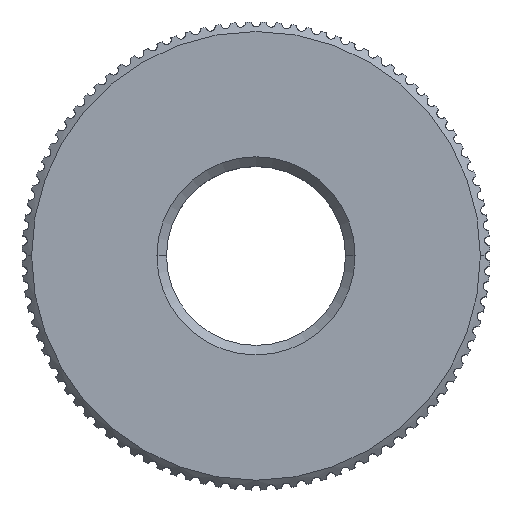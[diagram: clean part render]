
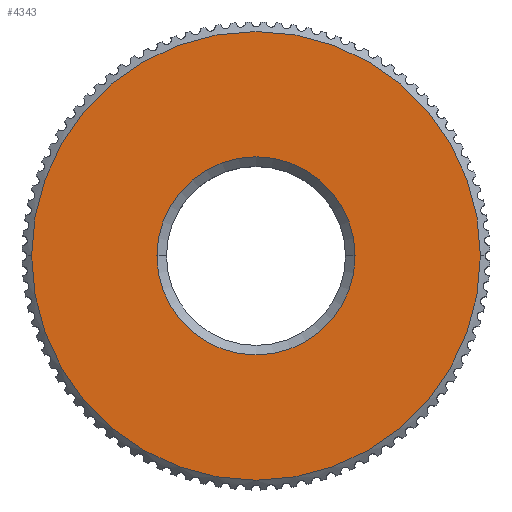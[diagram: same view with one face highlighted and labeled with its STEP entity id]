
A CAD part, top view. The second image highlights one B-rep face of the part: STEP entity #4343.
In plain terms, the highlighted planar face has unit normal (0, 0, 1).
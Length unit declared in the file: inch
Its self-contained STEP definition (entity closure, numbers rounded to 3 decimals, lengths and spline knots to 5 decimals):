
#701 = CARTESIAN_POINT ( 'NONE',  ( 0.12998, 0.26406, 0.47474 ) ) ;
#1246 = CIRCLE ( 'NONE', #10752, 0.10375 ) ;
#1581 = DIRECTION ( 'NONE',  ( 1., 0., 0. ) ) ;
#2955 = DIRECTION ( 'NONE',  ( 1., 0., 0. ) ) ;
#3242 = CARTESIAN_POINT ( 'NONE',  ( 0.12998, 0.26406, 0.47474 ) ) ;
#4256 = VERTEX_POINT ( 'NONE', #17973 ) ;
#4343 = ADVANCED_FACE ( 'NONE', ( #19140, #20520 ), #15820, .T. ) ;
#5285 = EDGE_CURVE ( 'NONE', #16496, #15072, #26698, .T. ) ;
#5516 = DIRECTION ( 'NONE',  ( 1., 0., 0. ) ) ;
#7074 = CARTESIAN_POINT ( 'NONE',  ( 0.12998, 0.26406, 0.47474 ) ) ;
#7360 = CARTESIAN_POINT ( 'NONE',  ( 0.02623, 0.26406, 0.47474 ) ) ;
#7617 = AXIS2_PLACEMENT_3D ( 'NONE', #7074, #22619, #9297 ) ;
#9110 = CARTESIAN_POINT ( 'NONE',  ( 0.36498, 0.26406, 0.47474 ) ) ;
#9297 = DIRECTION ( 'NONE',  ( 1., 0., 0. ) ) ;
#9696 = CIRCLE ( 'NONE', #12465, 0.235 ) ;
#10440 = DIRECTION ( 'NONE',  ( 0., 0., 1. ) ) ;
#10752 = AXIS2_PLACEMENT_3D ( 'NONE', #28206, #14927, #1581 ) ;
#12025 = AXIS2_PLACEMENT_3D ( 'NONE', #3242, #18839, #5516 ) ;
#12091 = EDGE_CURVE ( 'NONE', #4256, #19493, #23307, .T. ) ;
#12465 = AXIS2_PLACEMENT_3D ( 'NONE', #701, #16324, #2955 ) ;
#13482 = EDGE_CURVE ( 'NONE', #19493, #4256, #1246, .T. ) ;
#14927 = DIRECTION ( 'NONE',  ( 0., 0., -1. ) ) ;
#15072 = VERTEX_POINT ( 'NONE', #16325 ) ;
#15820 = PLANE ( 'NONE',  #7617 ) ;
#16324 = DIRECTION ( 'NONE',  ( 0., 0., 1. ) ) ;
#16325 = CARTESIAN_POINT ( 'NONE',  ( -0.10502, 0.26406, 0.47474 ) ) ;
#16409 = AXIS2_PLACEMENT_3D ( 'NONE', #23728, #10440, #25962 ) ;
#16496 = VERTEX_POINT ( 'NONE', #9110 ) ;
#16989 = ORIENTED_EDGE ( 'NONE', *, *, #13482, .T. ) ;
#17973 = CARTESIAN_POINT ( 'NONE',  ( 0.23373, 0.26406, 0.47474 ) ) ;
#18591 = EDGE_LOOP ( 'NONE', ( #21902, #16989 ) ) ;
#18839 = DIRECTION ( 'NONE',  ( 0., 0., -1. ) ) ;
#19140 = FACE_BOUND ( 'NONE', #18591, .T. ) ;
#19468 = EDGE_CURVE ( 'NONE', #15072, #16496, #9696, .T. ) ;
#19493 = VERTEX_POINT ( 'NONE', #7360 ) ;
#20520 = FACE_OUTER_BOUND ( 'NONE', #21774, .T. ) ;
#21774 = EDGE_LOOP ( 'NONE', ( #27585, #22306 ) ) ;
#21902 = ORIENTED_EDGE ( 'NONE', *, *, #12091, .T. ) ;
#22306 = ORIENTED_EDGE ( 'NONE', *, *, #5285, .T. ) ;
#22619 = DIRECTION ( 'NONE',  ( 0., 0., 1. ) ) ;
#23307 = CIRCLE ( 'NONE', #12025, 0.10375 ) ;
#23728 = CARTESIAN_POINT ( 'NONE',  ( 0.12998, 0.26406, 0.47474 ) ) ;
#25962 = DIRECTION ( 'NONE',  ( 1., 0., 0. ) ) ;
#26698 = CIRCLE ( 'NONE', #16409, 0.235 ) ;
#27585 = ORIENTED_EDGE ( 'NONE', *, *, #19468, .T. ) ;
#28206 = CARTESIAN_POINT ( 'NONE',  ( 0.12998, 0.26406, 0.47474 ) ) ;
